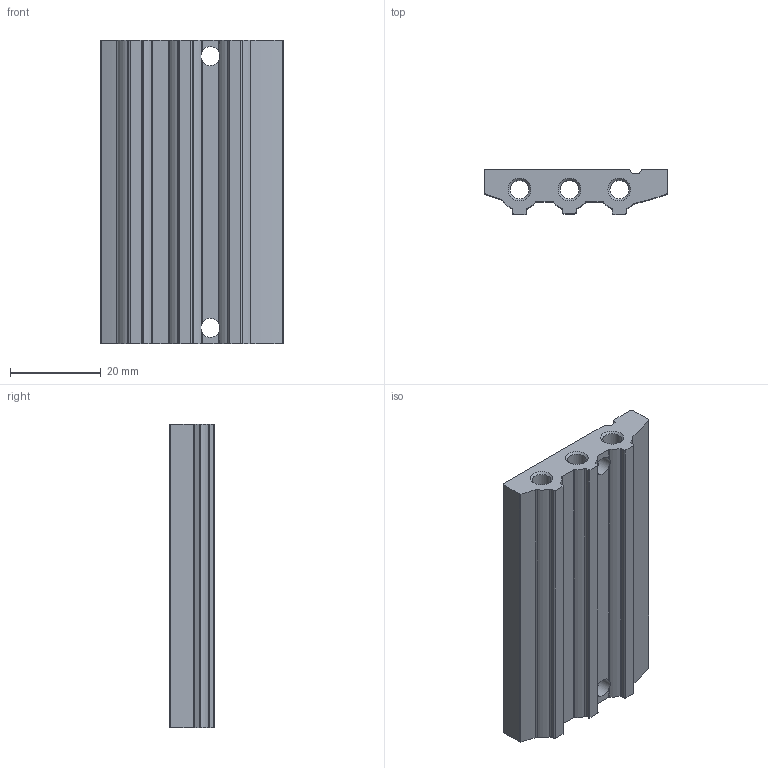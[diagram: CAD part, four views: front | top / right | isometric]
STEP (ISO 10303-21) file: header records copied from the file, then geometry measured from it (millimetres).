
FILE_DESCRIPTION(/* description */ ('STEP AP214'),/* implementation_level */ '2;1');
FILE_NAME(/* name */ '566525_VABM-L1-10AS-M5-5',/* time_stamp */ '2024-09-16T00:34:09+02:00',/* author */ ('License CC BY-ND 4.0'),/* organization */ ('CADENAS'),/* preprocessor_version */ 'ST-DEVELOPER v19.3',/* originating_system */ 'PARTsolutions',/* authorisation */ ' ');
FILE_SCHEMA (('AUTOMOTIVE_DESIGN {1 0 10303 214 3 1 1}'));
Length unit declared in the file: millimetre
Products named in the file (2): 566525 VABM-L1-10AS-M5-5; 566525 VABM-L1-10AS-M5-5---(L1-P)
Assembly tree (1 placements, depth 2):
  566525 VABM-L1-10AS-M5-5
    566525 VABM-L1-10AS-M5-5---(L1-P)
Bounding box: 40.3 x 10 x 67 mm (x, y, z)
Volume: 17319.8 mm3; surface area: 10900.1 mm2
Topology: 1 solids, 1 shells, 204 faces, 595 edges, 388 vertices
Faces by surface type: cylinder 86, plane 82, cone 36
Full cylindrical faces by diameter (mm): 1.567 x10, 4 x15, 4.134 x6, 4.2 x5
Entity records: 6336 total; most frequent: CARTESIAN_POINT 1334, DIRECTION 1018, ORIENTED_EDGE 932, EDGE_CURVE 466, AXIS2_PLACEMENT_3D 383, VERTEX_POINT 356, FACE_BOUND 336, EDGE_LOOP 316
